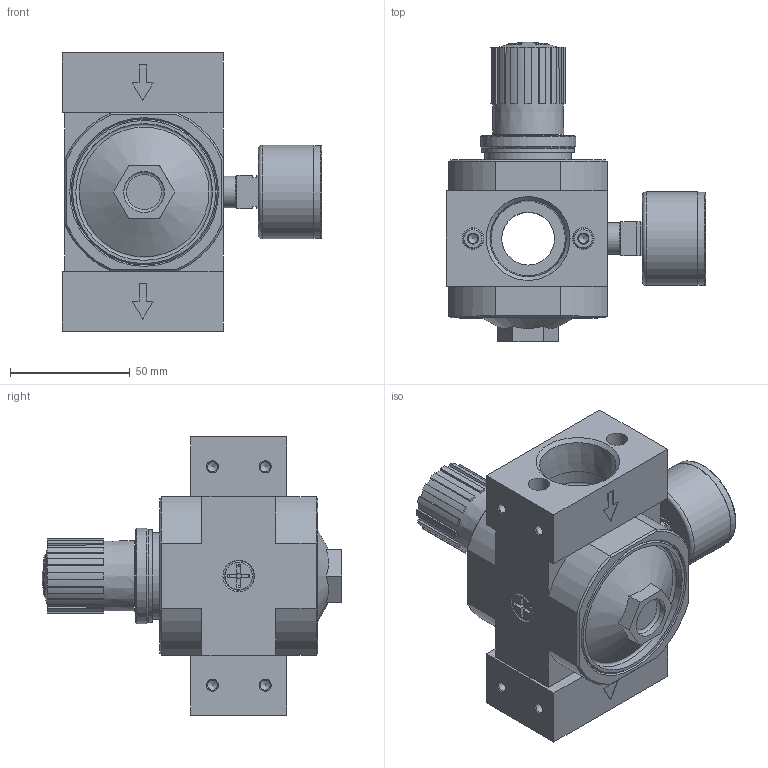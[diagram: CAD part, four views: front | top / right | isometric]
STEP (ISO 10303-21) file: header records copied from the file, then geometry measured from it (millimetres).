
FILE_DESCRIPTION(/* description */ ('STEP AP214'),/* implementation_level */ '2;1');
FILE_NAME(/* name */ '173674_LR-1-D-7-MAXI-NPT',/* time_stamp */ '2024-09-04T20:51:03+02:00',/* author */ ('License CC BY-ND 4.0'),/* organization */ ('CADENAS'),/* preprocessor_version */ 'ST-DEVELOPER v19.3',/* originating_system */ 'PARTsolutions',/* authorisation */ ' ');
FILE_SCHEMA (('AUTOMOTIVE_DESIGN {1 0 10303 214 3 1 1}'));
Length unit declared in the file: millimetre
Products named in the file (8): 173674 LR-1-D-7-MAXI-NPT---(0); 127314 LR-D-7-MAXI--(0); 398011 LRVS-D-MINI; 714677 PBL-1-D-MAXI-NPT-R--P1; DIN-912 - M5x20(F); 714675 PBL-1-D-MAXI-NPT-L--P1; 8003638 PAGN-40-10-G14; 125696 LR/LFR-D-MAXI
Assembly tree (10 placements, depth 2):
  173674 LR-1-D-7-MAXI-NPT---(0)
    127314 LR-D-7-MAXI--(0)
    398011 LRVS-D-MINI
    714677 PBL-1-D-MAXI-NPT-R--P1
    DIN-912 - M5x20(F)  x4
    714675 PBL-1-D-MAXI-NPT-L--P1
    8003638 PAGN-40-10-G14
    125696 LR/LFR-D-MAXI
Bounding box: 108.1 x 125 x 116 mm (x, y, z)
Volume: 401342.8 mm3; surface area: 78107.7 mm2
Topology: 10 solids, 10 shells, 449 faces, 1048 edges, 654 vertices
Faces by surface type: plane 250, cone 94, cylinder 83, torus 17, sphere 5
Full cylindrical faces by diameter (mm): 2 x1, 4.134 x8, 4.2 x1, 5 x4, 5.3 x4, 8.5 x4, 8.7 x1, 9 x4, 9.5 x1, 11 x1, 11.445 x2, 13.157 x2, 17 x1, 22 x3, 24.9 x1, 26.9 x1, 30 x2, 34 x2, 34.16 x1, 34.376 x1, 36 x1, 38.5 x1, 38.7 x1, 39 x1, 39.8 x1, 57 x1
Entity records: 11788 total; most frequent: CARTESIAN_POINT 1917, DIRECTION 1780, ORIENTED_EDGE 1506, EDGE_CURVE 753, AXIS2_PLACEMENT_3D 713, VERTEX_POINT 554, FACE_BOUND 539, EDGE_LOOP 530
